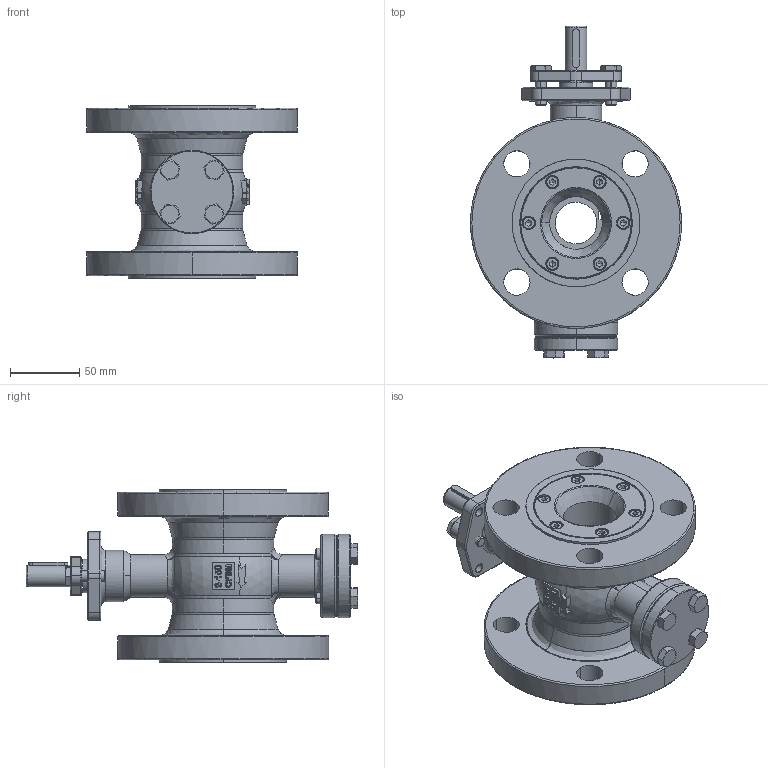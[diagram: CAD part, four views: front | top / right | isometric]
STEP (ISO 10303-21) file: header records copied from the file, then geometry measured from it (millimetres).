
FILE_DESCRIPTION (( 'STEP AP214' ), '1' );
FILE_NAME ('VX-F1-0200-XXX.step', '2019-10-18T12:32:29', ( '' ), ( '' ), 'SwSTEP 2.0', 'SolidWorks 2019', '' );
FILE_SCHEMA (( 'AUTOMOTIVE_DESIGN' ));
Length unit declared in the file: inch
Products named in the file (2): VX-F1-0200-XXX
Bounding box: 152 x 239.18 x 124 mm (x, y, z)
Surface area: 171992.5 mm2 (no closed solid volume)
Topology: 0 solids, 306 shells, 610 faces, 2406 edges, 2044 vertices
Faces by surface type: plane 226, bspline 160, cylinder 125, cone 88, sphere 11
Entity records: 62100 total; most frequent: CARTESIAN_POINT 40151, ORIENTED_EDGE 3042, EDGE_CURVE 2390, B_SPLINE_CURVE_WITH_KNOTS 2119, VERTEX_POINT 2044, DIRECTION 980, EDGE_LOOP 697, DIMENSIONAL_EXPONENTS 612
